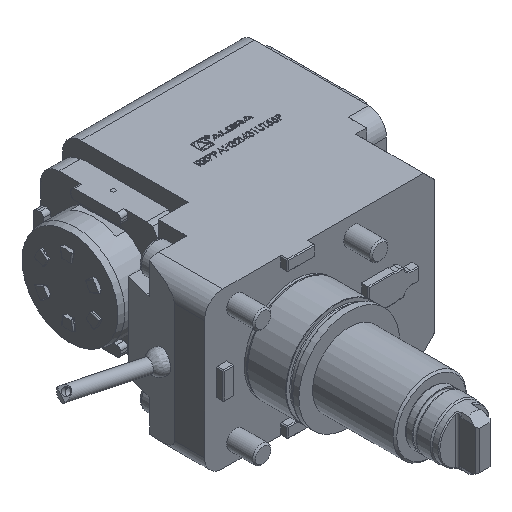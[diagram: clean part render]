
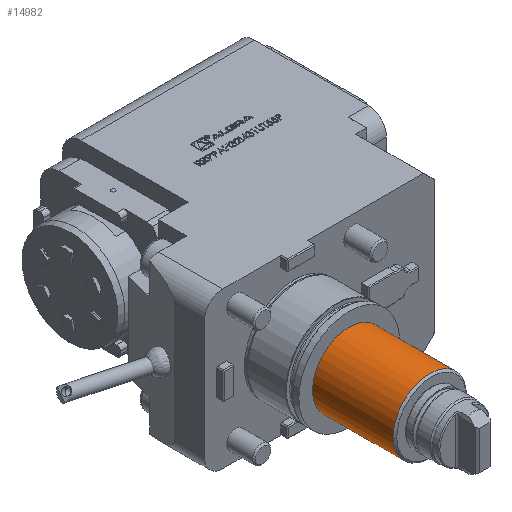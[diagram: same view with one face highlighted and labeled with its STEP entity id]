
A CAD part, isometric view. The second image highlights one B-rep face of the part: STEP entity #14982.
In plain terms, the highlighted cylindrical face has radius 20 mm (diameter 40 mm), a full revolution.
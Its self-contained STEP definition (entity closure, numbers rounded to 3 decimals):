
#1481 = AXIS2_PLACEMENT_3D ( 'NONE', #3518, #30167, #3995 ) ;
#1533 = ORIENTED_EDGE ( 'NONE', *, *, #4769, .F. ) ;
#2854 = DIRECTION ( 'NONE',  ( 0., -1., 0. ) ) ;
#3013 = DIRECTION ( 'NONE',  ( 0., 0., -1. ) ) ;
#3518 = CARTESIAN_POINT ( 'NONE',  ( 0., 45., 0. ) ) ;
#3995 = DIRECTION ( 'NONE',  ( 0., 0., -1. ) ) ;
#4355 = EDGE_LOOP ( 'NONE', ( #1533 ) ) ;
#4769 = EDGE_CURVE ( 'NONE', #13092, #13092, #12461, .T. ) ;
#5261 = DIRECTION ( 'NONE',  ( 0., 0., -1. ) ) ;
#7368 = DIRECTION ( 'NONE',  ( 0., -1., 0. ) ) ;
#7714 = FACE_OUTER_BOUND ( 'NONE', #4355, .T. ) ;
#9393 = CARTESIAN_POINT ( 'NONE',  ( 0., 45., -20. ) ) ;
#12461 = CIRCLE ( 'NONE', #31358, 20. ) ;
#13092 = VERTEX_POINT ( 'NONE', #19989 ) ;
#14982 = ADVANCED_FACE ( 'Defeature completata2_51', ( #7714, #22268 ), #25164, .T. ) ;
#16871 = CIRCLE ( 'NONE', #1481, 20. ) ;
#19989 = CARTESIAN_POINT ( 'NONE',  ( 0., 1., -20. ) ) ;
#20447 = ORIENTED_EDGE ( 'NONE', *, *, #22392, .T. ) ;
#22268 = FACE_OUTER_BOUND ( 'NONE', #27055, .T. ) ;
#22392 = EDGE_CURVE ( 'NONE', #29263, #29263, #16871, .T. ) ;
#23607 = AXIS2_PLACEMENT_3D ( 'NONE', #27272, #2854, #3013 ) ;
#25164 = CYLINDRICAL_SURFACE ( 'NONE', #23607, 20. ) ;
#27055 = EDGE_LOOP ( 'NONE', ( #20447 ) ) ;
#27272 = CARTESIAN_POINT ( 'NONE',  ( 0., 0., 0. ) ) ;
#29263 = VERTEX_POINT ( 'NONE', #9393 ) ;
#29320 = CARTESIAN_POINT ( 'NONE',  ( 0., 1., 0. ) ) ;
#30167 = DIRECTION ( 'NONE',  ( 0., -1., 0. ) ) ;
#31358 = AXIS2_PLACEMENT_3D ( 'NONE', #29320, #7368, #5261 ) ;
